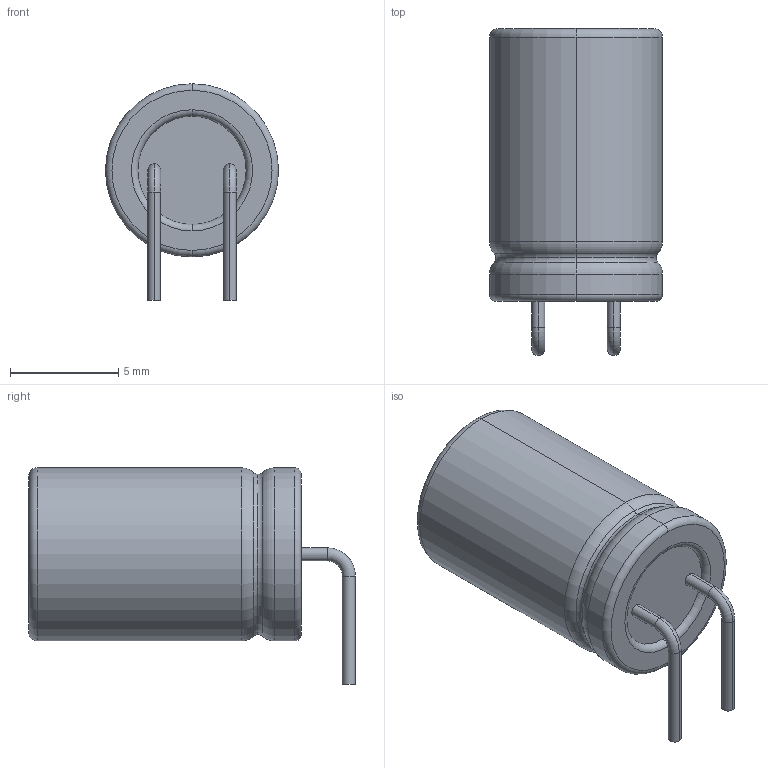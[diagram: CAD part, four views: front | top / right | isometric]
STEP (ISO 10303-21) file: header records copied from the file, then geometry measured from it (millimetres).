
FILE_DESCRIPTION (( 'STEP AP214' ), '1' );
FILE_NAME ('CapEL_3.5x8x12.5_Hor.STEP', '2023-07-15T05:51:19', ( 'Yurii' ), ( '' ), 'SwSTEP 2.0', 'SolidWorks 2019', '' );
FILE_SCHEMA (( 'AUTOMOTIVE_DESIGN' ));
Length unit declared in the file: millimetre
Products named in the file (1): CapEL_3.5x8x12.5_Hor
Bounding box: 8 x 15.1 x 10 mm (x, y, z)
Volume: 619.6 mm3; surface area: 449.1 mm2
Topology: 3 solids, 3 shells, 40 faces, 74 edges, 42 vertices
Faces by surface type: torus 20, cylinder 12, plane 8
Entity records: 1496 total; most frequent: DIRECTION 218, CARTESIAN_POINT 157, ORIENTED_EDGE 148, AXIS2_PLACEMENT_3D 103, EDGE_CURVE 74, CIRCLE 62, UNCERTAINTY_MEASURE_WITH_UNIT 45, SURFACE_SIDE_STYLE 44
